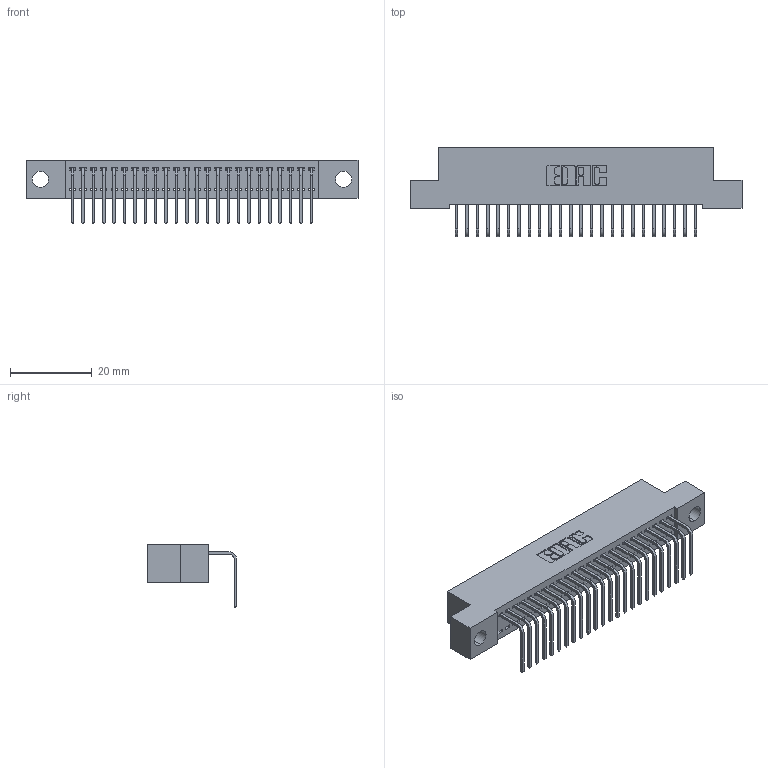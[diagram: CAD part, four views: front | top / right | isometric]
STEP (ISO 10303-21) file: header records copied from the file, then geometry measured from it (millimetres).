
FILE_DESCRIPTION (( 'STEP AP203' ), '1' );
FILE_NAME ('392-024-558-104.STEP', '2018-08-15T14:25:26', ( '' ), ( '' ), 'SwSTEP 2.0', 'SolidWorks 2016', '' );
FILE_SCHEMA (( 'CONFIG_CONTROL_DESIGN' ));
Length unit declared in the file: inch
Products named in the file (3): 342 Part_.156 TH; 345-292-001_558 Tail - 2; 392-024-558-104
Assembly tree (25 placements, depth 2):
  392-024-558-104
    342 Part_.156 TH
    345-292-001_558 Tail - 2  x24
Bounding box: 81.28 x 21.91 x 15.62 mm (x, y, z)
Volume: 7053.3 mm3; surface area: 10294.2 mm2
Topology: 25 solids, 25 shells, 1550 faces, 4667 edges, 3078 vertices
Faces by surface type: plane 1122, cylinder 428
Entity records: 16955 total; most frequent: CARTESIAN_POINT 2934, ORIENTED_EDGE 2894, DIRECTION 2511, EDGE_CURVE 1447, LINE 1319, VECTOR 1319, VERTEX_POINT 962, AXIS2_PLACEMENT_3D 596
